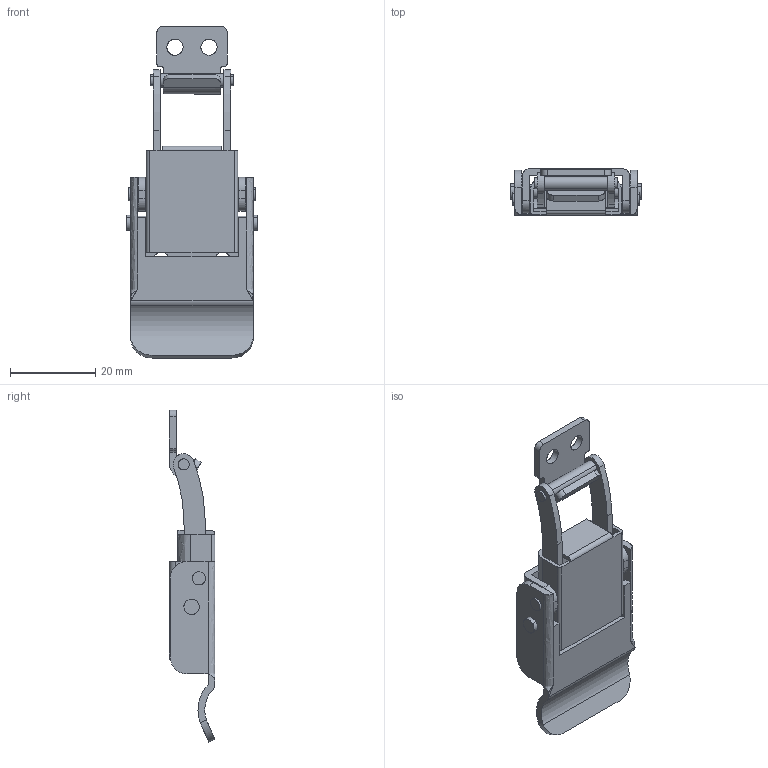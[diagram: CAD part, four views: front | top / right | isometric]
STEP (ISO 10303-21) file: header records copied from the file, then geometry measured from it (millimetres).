
FILE_DESCRIPTION((''),'2;1');
FILE_NAME('','2006-01-16T15:55:58',(''),(''),'','CADfix','');
FILE_SCHEMA(('AUTOMOTIVE_DESIGN'));
Length unit declared in the file: millimetre
Products named in the file (9): shaft_A; arm; shaft_B; shaft_C; lever; keeper; housing; base; TL_28A_2_31956_36
Assembly tree (9 placements, depth 2):
  TL_28A_2_31956_36
    shaft_A
    arm
    shaft_B  x2
    shaft_C
    lever
    keeper
    housing
    base
Bounding box: 31 x 10.8 x 78.1 mm (x, y, z)
Volume: 5514.3 mm3; surface area: 9608.6 mm2
Topology: 9 solids, 9 shells, 234 faces, 831 edges, 621 vertices
Faces by surface type: bspline 234
Entity records: 11792 total; most frequent: CARTESIAN_POINT 6959, ORIENTED_EDGE 1574, EDGE_CURVE 787, VERTEX_POINT 585, B_SPLINE_CURVE_WITH_KNOTS 467, QUASI_UNIFORM_CURVE 320, EDGE_LOOP 258, FACE_OUTER_BOUND 224
